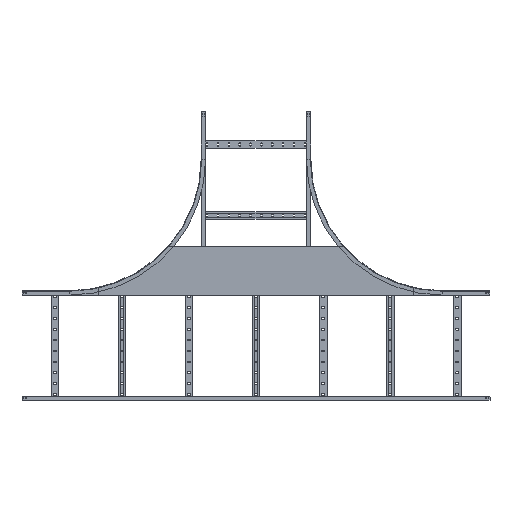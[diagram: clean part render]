
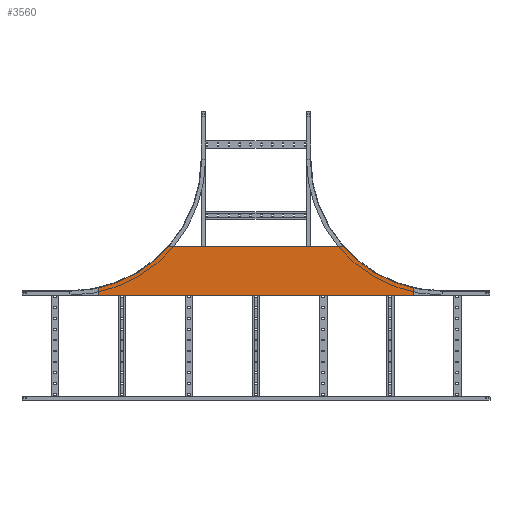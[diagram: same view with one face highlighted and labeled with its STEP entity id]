
A CAD part, front view. The second image highlights one B-rep face of the part: STEP entity #3560.
In plain terms, the highlighted planar face has unit normal (0, -1, 0).
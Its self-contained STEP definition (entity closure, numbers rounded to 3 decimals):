
#69 = AXIS2_PLACEMENT_3D ( 'NONE', #4959, #10764, #5014 ) ;
#696 = VERTEX_POINT ( 'NONE', #11619 ) ;
#905 = ORIENTED_EDGE ( 'NONE', *, *, #5351, .T. ) ;
#1108 = VERTEX_POINT ( 'NONE', #9772 ) ;
#1310 = CARTESIAN_POINT ( 'NONE',  ( -718., -1.2, 226.8 ) ) ;
#1680 = DIRECTION ( 'NONE',  ( -1., 0., 0. ) ) ;
#1889 = EDGE_CURVE ( 'NONE', #4282, #3509, #14015, .T. ) ;
#2075 = VERTEX_POINT ( 'NONE', #7239 ) ;
#2223 = ORIENTED_EDGE ( 'NONE', *, *, #7929, .F. ) ;
#2927 = ORIENTED_EDGE ( 'NONE', *, *, #9499, .F. ) ;
#3025 = VERTEX_POINT ( 'NONE', #11538 ) ;
#3356 = ORIENTED_EDGE ( 'NONE', *, *, #14426, .T. ) ;
#3498 = LINE ( 'NONE', #1310, #4421 ) ;
#3509 = VERTEX_POINT ( 'NONE', #12451 ) ;
#3560 = ADVANCED_FACE ( 'NONE', ( #15249 ), #6798, .F. ) ;
#3652 = DIRECTION ( 'NONE',  ( 0., 0., -1. ) ) ;
#3738 = ORIENTED_EDGE ( 'NONE', *, *, #9081, .F. ) ;
#4282 = VERTEX_POINT ( 'NONE', #10367 ) ;
#4333 = ORIENTED_EDGE ( 'NONE', *, *, #11247, .T. ) ;
#4421 = VECTOR ( 'NONE', #10741, 1000. ) ;
#4920 = VECTOR ( 'NONE', #8430, 1000. ) ;
#4959 = CARTESIAN_POINT ( 'NONE',  ( -713., -1.2, -364.637 ) ) ;
#5014 = DIRECTION ( 'NONE',  ( 0., 0., 1. ) ) ;
#5351 = EDGE_CURVE ( 'NONE', #3025, #696, #14996, .T. ) ;
#6078 = CARTESIAN_POINT ( 'NONE',  ( 848.677, -1.2, 226.8 ) ) ;
#6308 = DIRECTION ( 'NONE',  ( 0., -1., 0. ) ) ;
#6359 = DIRECTION ( 'NONE',  ( 0., 0., 1. ) ) ;
#6520 = CARTESIAN_POINT ( 'NONE',  ( -848.677, -1.2, 226.8 ) ) ;
#6651 = DIRECTION ( 'NONE',  ( 0., 1., 0. ) ) ;
#6792 = DIRECTION ( 'NONE',  ( 0., 0., 1. ) ) ;
#6798 = PLANE ( 'NONE',  #11632 ) ;
#6921 = CIRCLE ( 'NONE', #69, 5. ) ;
#7109 = CARTESIAN_POINT ( 'NONE',  ( -560., -1.2, -173.2 ) ) ;
#7239 = CARTESIAN_POINT ( 'NONE',  ( -718., -1.2, -393.2 ) ) ;
#7844 = VERTEX_POINT ( 'NONE', #11176 ) ;
#7929 = EDGE_CURVE ( 'NONE', #15227, #2075, #13109, .T. ) ;
#7979 = DIRECTION ( 'NONE',  ( 0., 0., 1. ) ) ;
#8065 = LINE ( 'NONE', #14285, #4920 ) ;
#8430 = DIRECTION ( 'NONE',  ( 0., 0., -1. ) ) ;
#8663 = AXIS2_PLACEMENT_3D ( 'NONE', #10172, #12655, #6792 ) ;
#9081 = EDGE_CURVE ( 'NONE', #3025, #3509, #14144, .T. ) ;
#9499 = EDGE_CURVE ( 'NONE', #4282, #15227, #8065, .T. ) ;
#9772 = CARTESIAN_POINT ( 'NONE',  ( -718., -1.2, -364.637 ) ) ;
#9960 = VECTOR ( 'NONE', #1680, 1000. ) ;
#10029 = AXIS2_PLACEMENT_3D ( 'NONE', #6078, #14300, #3652 ) ;
#10145 = CARTESIAN_POINT ( 'NONE',  ( 718., -1.2, -393.2 ) ) ;
#10172 = CARTESIAN_POINT ( 'NONE',  ( 713., -1.2, -364.637 ) ) ;
#10367 = CARTESIAN_POINT ( 'NONE',  ( 718., -1.2, -364.637 ) ) ;
#10741 = DIRECTION ( 'NONE',  ( 0., 0., -1. ) ) ;
#10764 = DIRECTION ( 'NONE',  ( 0., -1., 0. ) ) ;
#11176 = CARTESIAN_POINT ( 'NONE',  ( -714.118, -1.2, -359.764 ) ) ;
#11247 = EDGE_CURVE ( 'NONE', #7844, #1108, #6921, .T. ) ;
#11538 = CARTESIAN_POINT ( 'NONE',  ( 399.051, -1.2, -173.2 ) ) ;
#11566 = AXIS2_PLACEMENT_3D ( 'NONE', #6520, #6308, #6359 ) ;
#11619 = CARTESIAN_POINT ( 'NONE',  ( -399.051, -1.2, -173.2 ) ) ;
#11632 = AXIS2_PLACEMENT_3D ( 'NONE', #15017, #6651, #7979 ) ;
#11875 = DIRECTION ( 'NONE',  ( -1., 0., 0. ) ) ;
#12451 = CARTESIAN_POINT ( 'NONE',  ( 714.118, -1.2, -359.764 ) ) ;
#12655 = DIRECTION ( 'NONE',  ( 0., -1., 0. ) ) ;
#12867 = CIRCLE ( 'NONE', #11566, 601.8 ) ;
#13109 = LINE ( 'NONE', #14614, #9960 ) ;
#13583 = ORIENTED_EDGE ( 'NONE', *, *, #15165, .F. ) ;
#14015 = CIRCLE ( 'NONE', #8663, 5. ) ;
#14144 = CIRCLE ( 'NONE', #10029, 601.8 ) ;
#14260 = VECTOR ( 'NONE', #11875, 1000. ) ;
#14285 = CARTESIAN_POINT ( 'NONE',  ( 718., -1.2, -395.4 ) ) ;
#14300 = DIRECTION ( 'NONE',  ( 0., -1., 0. ) ) ;
#14426 = EDGE_CURVE ( 'NONE', #1108, #2075, #3498, .T. ) ;
#14614 = CARTESIAN_POINT ( 'NONE',  ( -1040.5, -1.2, -393.2 ) ) ;
#14836 = ORIENTED_EDGE ( 'NONE', *, *, #1889, .T. ) ;
#14996 = LINE ( 'NONE', #7109, #14260 ) ;
#15016 = EDGE_LOOP ( 'NONE', ( #13583, #4333, #3356, #2223, #2927, #14836, #3738, #905 ) ) ;
#15017 = CARTESIAN_POINT ( 'NONE',  ( -848.677, -1.2, 226.8 ) ) ;
#15165 = EDGE_CURVE ( 'NONE', #7844, #696, #12867, .T. ) ;
#15227 = VERTEX_POINT ( 'NONE', #10145 ) ;
#15249 = FACE_OUTER_BOUND ( 'NONE', #15016, .T. ) ;
